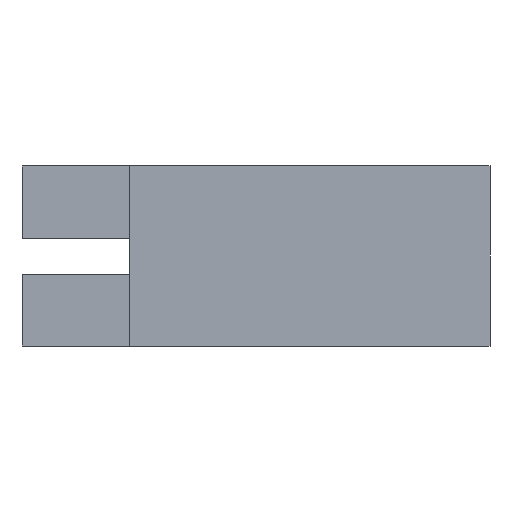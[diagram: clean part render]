
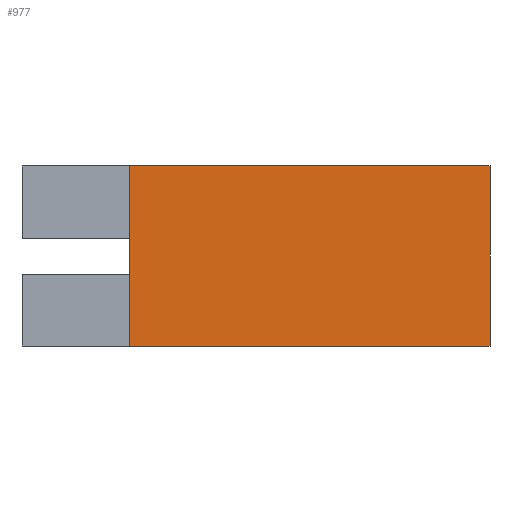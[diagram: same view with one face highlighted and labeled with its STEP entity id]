
A CAD part, front view. The second image highlights one B-rep face of the part: STEP entity #977.
In plain terms, the highlighted planar face has unit normal (0, -1, 0).
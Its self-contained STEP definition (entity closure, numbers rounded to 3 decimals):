
#142=FACE_OUTER_BOUND('',#201,.T.);
#201=EDGE_LOOP('',(#893,#894,#895,#896));
#287=LINE('',#1818,#380);
#290=LINE('',#1823,#383);
#292=LINE('',#1827,#385);
#294=LINE('',#1830,#387);
#380=VECTOR('',#1174,10.);
#383=VECTOR('',#1179,10.);
#385=VECTOR('',#1183,10.);
#387=VECTOR('',#1187,10.);
#476=VERTEX_POINT('',#1816);
#477=VERTEX_POINT('',#1817);
#478=VERTEX_POINT('',#1822);
#479=VERTEX_POINT('',#1826);
#611=EDGE_CURVE('',#476,#477,#287,.T.);
#614=EDGE_CURVE('',#478,#476,#290,.T.);
#616=EDGE_CURVE('',#479,#478,#292,.T.);
#618=EDGE_CURVE('',#477,#479,#294,.T.);
#893=ORIENTED_EDGE('',*,*,#618,.F.);
#894=ORIENTED_EDGE('',*,*,#611,.F.);
#895=ORIENTED_EDGE('',*,*,#614,.F.);
#896=ORIENTED_EDGE('',*,*,#616,.F.);
#925=PLANE('',#1026);
#977=ADVANCED_FACE('',(#142),#925,.F.);
#1026=AXIS2_PLACEMENT_3D('',#1832,#1190,#1191);
#1174=DIRECTION('',(-1.,0.,0.));
#1179=DIRECTION('',(0.,0.,-1.));
#1183=DIRECTION('',(1.,0.,0.));
#1187=DIRECTION('',(0.,0.,1.));
#1190=DIRECTION('center_axis',(0.,1.,0.));
#1191=DIRECTION('ref_axis',(1.,0.,0.));
#1816=CARTESIAN_POINT('',(20.,0.,-10.));
#1817=CARTESIAN_POINT('',(0.,0.,-10.));
#1818=CARTESIAN_POINT('',(20.,0.,-10.));
#1822=CARTESIAN_POINT('',(20.,0.,0.));
#1823=CARTESIAN_POINT('',(20.,0.,0.));
#1826=CARTESIAN_POINT('',(0.,0.,0.));
#1827=CARTESIAN_POINT('',(0.,0.,0.));
#1830=CARTESIAN_POINT('',(0.,0.,-10.));
#1832=CARTESIAN_POINT('Origin',(10.,0.,-5.));
